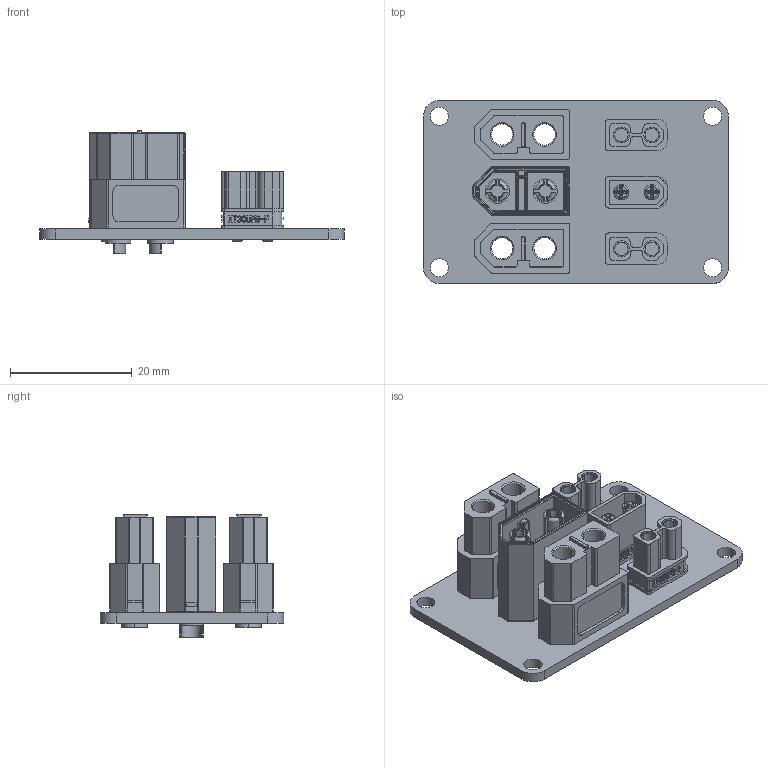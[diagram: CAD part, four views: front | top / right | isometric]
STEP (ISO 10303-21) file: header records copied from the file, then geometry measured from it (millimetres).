
FILE_DESCRIPTION(('Open CASCADE Model'),'2;1');
FILE_NAME('Open CASCADE Shape Model','2021-10-27T21:59:16',('Author'),( 'Open CASCADE'),'Open CASCADE STEP processor 6.8','Open CASCADE 6.8' ,'Unknown');
FILE_SCHEMA(('AUTOMOTIVE_DESIGN { 1 0 10303 214 1 1 1 1 }'));
Length unit declared in the file: millimetre
Products named in the file (17): PCB; Board; Open CASCADE STEP translator 6.8 1.1.1; P6; XT30UPB-M; P5; XT30UPB-F; P4; P3; XT60-M; XT60_蚾饜极.stp; XT60_Connector_Male_Connector.stp; XT60_Connector_Male_Housing.stp; XT60_Connector_Male_Contact.stp; P2; XT60??; P1
Assembly tree (19 placements, depth 6):
  PCB
    Board
      Open CASCADE STEP translator 6.8 1.1.1
    P6
      XT30UPB-M
    P5
      XT30UPB-F
    P4
      XT30UPB-F
    P3
      XT60-M
        XT60_蚾饜极.stp
          XT60_Connector_Male_Connector.stp
            XT60_Connector_Male_Housing.stp
            XT60_Connector_Male_Contact.stp  x2
    P2
      XT60??
    P1
      XT60??
Bounding box: 50.13 x 30.13 x 20.35 mm (x, y, z)
Volume: 6567.4 mm3; surface area: 9995.3 mm2
Topology: 11 solids, 11 shells, 1985 faces, 5201 edges, 3328 vertices
Faces by surface type: plane 1075, cylinder 510, bspline 293, sphere 44, torus 35, cone 28
Full cylindrical faces by diameter (mm): 1.8 x6, 3 x4, 4.5 x6
Entity records: 58328 total; most frequent: CARTESIAN_POINT 17661, ORIENTED_EDGE 7834, DIRECTION 6670, EDGE_CURVE 3917, LINE 2734, VECTOR 2734, VERTEX_POINT 2522, AXIS2_PLACEMENT_3D 1968
